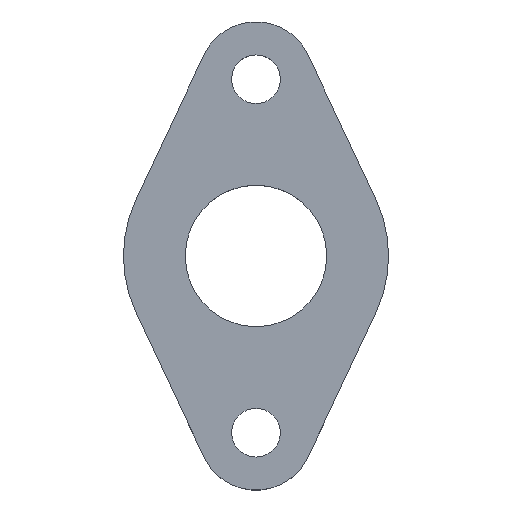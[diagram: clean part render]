
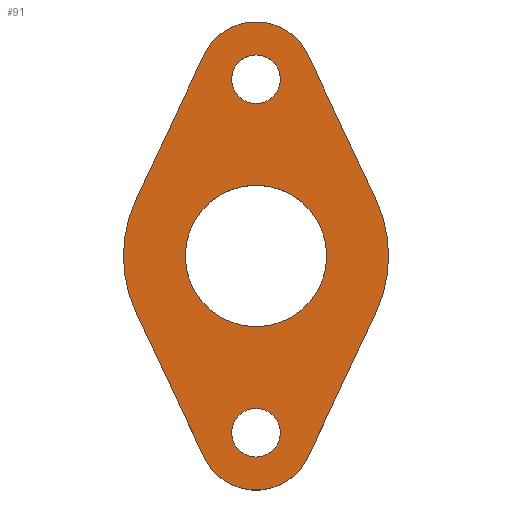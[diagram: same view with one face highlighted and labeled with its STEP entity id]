
A CAD part, top view. The second image highlights one B-rep face of the part: STEP entity #91.
In plain terms, the highlighted planar face has unit normal (0, 0, 1).
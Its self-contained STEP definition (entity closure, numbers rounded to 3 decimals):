
#91=ADVANCED_FACE('',(#126,#127,#128,#129),#130,.T.);
#126=FACE_BOUND('',#168,.T.);
#127=FACE_BOUND('',#169,.T.);
#128=FACE_BOUND('',#170,.T.);
#129=FACE_OUTER_BOUND('',#171,.T.);
#130=PLANE('',#172);
#168=EDGE_LOOP('',(#290,#291));
#169=EDGE_LOOP('',(#292,#293));
#170=EDGE_LOOP('',(#294,#295));
#171=EDGE_LOOP('',(#296,#297,#298,#299,#300,#301,#302,#303,#304,#305));
#172=AXIS2_PLACEMENT_3D('',#306,#307,#308);
#290=ORIENTED_EDGE('',*,*,#345,.T.);
#291=ORIENTED_EDGE('',*,*,#349,.T.);
#292=ORIENTED_EDGE('',*,*,#341,.T.);
#293=ORIENTED_EDGE('',*,*,#351,.T.);
#294=ORIENTED_EDGE('',*,*,#337,.T.);
#295=ORIENTED_EDGE('',*,*,#353,.T.);
#296=ORIENTED_EDGE('',*,*,#354,.F.);
#297=ORIENTED_EDGE('',*,*,#329,.F.);
#298=ORIENTED_EDGE('',*,*,#375,.F.);
#299=ORIENTED_EDGE('',*,*,#371,.F.);
#300=ORIENTED_EDGE('',*,*,#368,.F.);
#301=ORIENTED_EDGE('',*,*,#365,.F.);
#302=ORIENTED_EDGE('',*,*,#362,.F.);
#303=ORIENTED_EDGE('',*,*,#335,.F.);
#304=ORIENTED_EDGE('',*,*,#360,.F.);
#305=ORIENTED_EDGE('',*,*,#357,.F.);
#306=CARTESIAN_POINT('',(0.0,0.,4.0));
#307=DIRECTION('',(0.0,0.0,1.0));
#308=DIRECTION('',(1.0,0.0,0.0));
#329=EDGE_CURVE('',#376,#379,#380,.T.);
#335=EDGE_CURVE('',#389,#385,#391,.T.);
#337=EDGE_CURVE('',#395,#392,#396,.T.);
#341=EDGE_CURVE('',#403,#400,#404,.T.);
#345=EDGE_CURVE('',#411,#408,#412,.T.);
#349=EDGE_CURVE('',#408,#411,#417,.T.);
#351=EDGE_CURVE('',#400,#403,#419,.T.);
#353=EDGE_CURVE('',#392,#395,#421,.T.);
#354=EDGE_CURVE('',#379,#422,#423,.T.);
#357=EDGE_CURVE('',#422,#427,#428,.T.);
#360=EDGE_CURVE('',#427,#389,#432,.T.);
#362=EDGE_CURVE('',#385,#434,#435,.T.);
#365=EDGE_CURVE('',#434,#439,#440,.T.);
#368=EDGE_CURVE('',#439,#444,#445,.T.);
#371=EDGE_CURVE('',#444,#449,#450,.T.);
#375=EDGE_CURVE('',#449,#376,#455,.T.);
#376=VERTEX_POINT('',#456);
#379=VERTEX_POINT('',#460);
#380=CIRCLE('',#461,15.0);
#385=VERTEX_POINT('',#467);
#389=VERTEX_POINT('',#472);
#391=CIRCLE('',#475,15.0);
#392=VERTEX_POINT('',#476);
#395=VERTEX_POINT('',#480);
#396=CIRCLE('',#481,8.0);
#400=VERTEX_POINT('',#486);
#403=VERTEX_POINT('',#490);
#404=CIRCLE('',#491,2.75);
#408=VERTEX_POINT('',#496);
#411=VERTEX_POINT('',#500);
#412=CIRCLE('',#501,2.75);
#417=CIRCLE('',#507,2.75);
#419=CIRCLE('',#509,2.75);
#421=CIRCLE('',#511,8.0);
#422=VERTEX_POINT('',#512);
#423=LINE('',#513,#514);
#427=VERTEX_POINT('',#520);
#428=CIRCLE('',#521,6.5);
#432=LINE('',#526,#527);
#434=VERTEX_POINT('',#530);
#435=CIRCLE('',#531,15.0);
#439=VERTEX_POINT('',#536);
#440=LINE('',#537,#538);
#444=VERTEX_POINT('',#544);
#445=CIRCLE('',#545,6.5);
#449=VERTEX_POINT('',#550);
#450=LINE('',#551,#552);
#455=CIRCLE('',#559,15.0);
#456=CARTESIAN_POINT('',(-15.0,0.,4.0));
#460=CARTESIAN_POINT('',(-13.578,6.375,4.0));
#461=AXIS2_PLACEMENT_3D('',#561,#562,#563);
#467=CARTESIAN_POINT('',(15.0,0.,4.0));
#472=CARTESIAN_POINT('',(13.578,6.375,4.0));
#475=AXIS2_PLACEMENT_3D('',#573,#574,#575);
#476=CARTESIAN_POINT('',(8.0,0.,4.0));
#480=CARTESIAN_POINT('',(-8.0,0.,4.0));
#481=AXIS2_PLACEMENT_3D('',#577,#578,#579);
#486=CARTESIAN_POINT('',(2.75,-20.0,4.0));
#490=CARTESIAN_POINT('',(-2.75,-20.0,4.0));
#491=AXIS2_PLACEMENT_3D('',#585,#586,#587);
#496=CARTESIAN_POINT('',(2.75,20.0,4.0));
#500=CARTESIAN_POINT('',(-2.75,20.0,4.0));
#501=AXIS2_PLACEMENT_3D('',#593,#594,#595);
#507=AXIS2_PLACEMENT_3D('',#603,#604,#605);
#509=AXIS2_PLACEMENT_3D('',#609,#610,#611);
#511=AXIS2_PLACEMENT_3D('',#615,#616,#617);
#512=CARTESIAN_POINT('',(-5.884,22.763,4.0));
#513=CARTESIAN_POINT('',(-5.884,22.763,4.0));
#514=VECTOR('',#618,1.0);
#520=CARTESIAN_POINT('',(5.884,22.763,4.0));
#521=AXIS2_PLACEMENT_3D('',#621,#622,#623);
#526=CARTESIAN_POINT('',(13.578,6.375,4.0));
#527=VECTOR('',#628,1.0);
#530=CARTESIAN_POINT('',(13.578,-6.375,4.0));
#531=AXIS2_PLACEMENT_3D('',#630,#631,#632);
#536=CARTESIAN_POINT('',(5.884,-22.763,4.0));
#537=CARTESIAN_POINT('',(5.884,-22.763,4.0));
#538=VECTOR('',#637,1.0);
#544=CARTESIAN_POINT('',(-5.884,-22.763,4.0));
#545=AXIS2_PLACEMENT_3D('',#640,#641,#642);
#550=CARTESIAN_POINT('',(-13.578,-6.375,4.0));
#551=CARTESIAN_POINT('',(-13.578,-6.375,4.0));
#552=VECTOR('',#647,1.0);
#559=AXIS2_PLACEMENT_3D('',#653,#654,#655);
#561=CARTESIAN_POINT('',(0.0,0.0,4.0));
#562=DIRECTION('',(0.0,0.0,-1.0));
#563=DIRECTION('',(1.0,0.0,0.0));
#573=CARTESIAN_POINT('',(0.0,0.0,4.0));
#574=DIRECTION('',(0.0,0.0,-1.0));
#575=DIRECTION('',(1.0,0.0,0.0));
#577=CARTESIAN_POINT('',(0.0,0.0,4.0));
#578=DIRECTION('',(0.0,0.0,-1.0));
#579=DIRECTION('',(1.0,0.0,0.0));
#585=CARTESIAN_POINT('',(0.0,-20.0,4.0));
#586=DIRECTION('',(0.0,0.0,-1.0));
#587=DIRECTION('',(1.0,0.0,0.0));
#593=CARTESIAN_POINT('',(0.0,20.0,4.0));
#594=DIRECTION('',(0.0,0.0,-1.0));
#595=DIRECTION('',(1.0,0.0,0.0));
#603=CARTESIAN_POINT('',(0.0,20.0,4.0));
#604=DIRECTION('',(0.0,0.0,-1.0));
#605=DIRECTION('',(1.0,0.0,0.0));
#609=CARTESIAN_POINT('',(0.0,-20.0,4.0));
#610=DIRECTION('',(0.0,0.0,-1.0));
#611=DIRECTION('',(1.0,0.0,0.0));
#615=CARTESIAN_POINT('',(0.0,0.0,4.0));
#616=DIRECTION('',(0.0,0.0,-1.0));
#617=DIRECTION('',(1.0,0.0,0.0));
#618=DIRECTION('',(0.425,0.905,0.0));
#621=CARTESIAN_POINT('',(0.0,20.0,4.0));
#622=DIRECTION('',(0.0,0.0,-1.0));
#623=DIRECTION('',(1.0,0.0,0.0));
#628=DIRECTION('',(0.425,-0.905,0.0));
#630=CARTESIAN_POINT('',(0.0,0.0,4.0));
#631=DIRECTION('',(0.0,0.0,-1.0));
#632=DIRECTION('',(1.0,0.0,0.0));
#637=DIRECTION('',(-0.425,-0.905,-0.0));
#640=CARTESIAN_POINT('',(0.0,-20.0,4.0));
#641=DIRECTION('',(0.0,0.0,-1.0));
#642=DIRECTION('',(1.0,0.0,0.0));
#647=DIRECTION('',(-0.425,0.905,0.0));
#653=CARTESIAN_POINT('',(0.0,0.0,4.0));
#654=DIRECTION('',(0.0,0.0,-1.0));
#655=DIRECTION('',(1.0,0.0,0.0));
